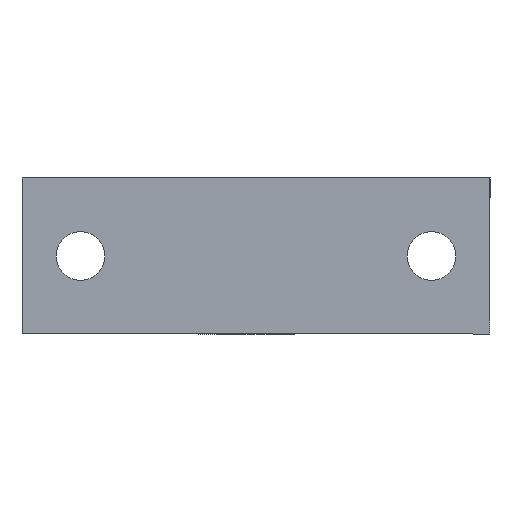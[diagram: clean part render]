
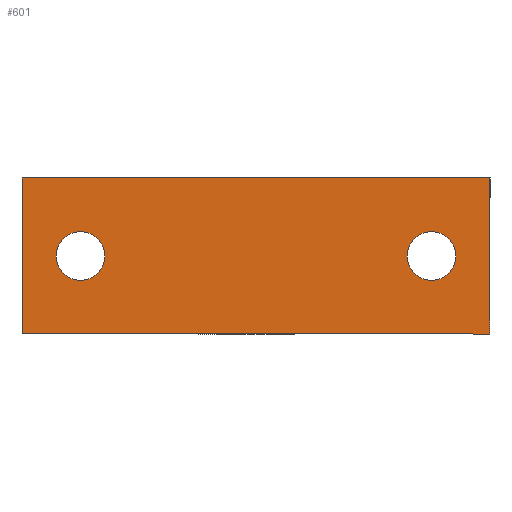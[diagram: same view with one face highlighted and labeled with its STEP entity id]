
A CAD part, front view. The second image highlights one B-rep face of the part: STEP entity #601.
In plain terms, the highlighted planar face has unit normal (0, -1, 0).
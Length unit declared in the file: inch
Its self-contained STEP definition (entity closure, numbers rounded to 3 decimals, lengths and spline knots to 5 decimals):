
#20 = DIRECTION ( 'NONE',  ( 0., -1., 0. ) ) ;
#25 = CARTESIAN_POINT ( 'NONE',  ( 0.5625, 0.02, -0.25 ) ) ;
#78 = LINE ( 'NONE', #839, #714 ) ;
#89 = FACE_BOUND ( 'NONE', #1140, .T. ) ;
#109 = CARTESIAN_POINT ( 'NONE',  ( -0.6405, 0.02, -0.25 ) ) ;
#154 = DIRECTION ( 'NONE',  ( -1., 0., 0. ) ) ;
#180 = ORIENTED_EDGE ( 'NONE', *, *, #1100, .F. ) ;
#182 = VERTEX_POINT ( 'NONE', #1417 ) ;
#226 = CARTESIAN_POINT ( 'NONE',  ( -0.75, 0.02, -0.5 ) ) ;
#235 = ORIENTED_EDGE ( 'NONE', *, *, #905, .F. ) ;
#256 = DIRECTION ( 'NONE',  ( 0., -1., 0. ) ) ;
#264 = CARTESIAN_POINT ( 'NONE',  ( -3., 0.02, -0.5 ) ) ;
#348 = VERTEX_POINT ( 'NONE', #1483 ) ;
#355 = FACE_BOUND ( 'NONE', #1286, .T. ) ;
#358 = VERTEX_POINT ( 'NONE', #1101 ) ;
#368 = ORIENTED_EDGE ( 'NONE', *, *, #1347, .F. ) ;
#385 = AXIS2_PLACEMENT_3D ( 'NONE', #25, #256, #935 ) ;
#416 = LINE ( 'NONE', #264, #606 ) ;
#447 = VERTEX_POINT ( 'NONE', #1591 ) ;
#460 = VERTEX_POINT ( 'NONE', #711 ) ;
#462 = AXIS2_PLACEMENT_3D ( 'NONE', #496, #1534, #1237 ) ;
#496 = CARTESIAN_POINT ( 'NONE',  ( 0.5625, 0.02, -0.25 ) ) ;
#546 = EDGE_CURVE ( 'NONE', #1517, #460, #1325, .T. ) ;
#562 = CARTESIAN_POINT ( 'NONE',  ( -0.75, 0.02, -0.5 ) ) ;
#567 = EDGE_CURVE ( 'NONE', #1503, #447, #1418, .T. ) ;
#575 = DIRECTION ( 'NONE',  ( 0., 0., -1. ) ) ;
#601 = ADVANCED_FACE ( 'NONE', ( #1257, #89, #355 ), #861, .F. ) ;
#606 = VECTOR ( 'NONE', #1304, 39.37008 ) ;
#624 = CIRCLE ( 'NONE', #1572, 0.078 ) ;
#628 = ORIENTED_EDGE ( 'NONE', *, *, #567, .F. ) ;
#673 = LINE ( 'NONE', #1565, #840 ) ;
#711 = CARTESIAN_POINT ( 'NONE',  ( -0.75, 0.02, 0. ) ) ;
#714 = VECTOR ( 'NONE', #575, 39.37008 ) ;
#745 = DIRECTION ( 'NONE',  ( 0., 0., 1. ) ) ;
#746 = CIRCLE ( 'NONE', #1476, 0.078 ) ;
#763 = VERTEX_POINT ( 'NONE', #109 ) ;
#796 = ORIENTED_EDGE ( 'NONE', *, *, #981, .F. ) ;
#804 = DIRECTION ( 'NONE',  ( -1., 0., 0. ) ) ;
#839 = CARTESIAN_POINT ( 'NONE',  ( 0.75, 0.02, -0.5 ) ) ;
#840 = VECTOR ( 'NONE', #1440, 39.37008 ) ;
#861 = PLANE ( 'NONE',  #1632 ) ;
#880 = CARTESIAN_POINT ( 'NONE',  ( -3., 0.02, -0.5 ) ) ;
#905 = EDGE_CURVE ( 'NONE', #348, #763, #746, .T. ) ;
#925 = EDGE_CURVE ( 'NONE', #447, #1503, #1397, .T. ) ;
#935 = DIRECTION ( 'NONE',  ( -1., 0., 0. ) ) ;
#981 = EDGE_CURVE ( 'NONE', #358, #1517, #416, .T. ) ;
#1011 = CARTESIAN_POINT ( 'NONE',  ( 0.4845, 0.02, -0.25 ) ) ;
#1029 = EDGE_LOOP ( 'NONE', ( #796, #180, #1428, #1137 ) ) ;
#1062 = CARTESIAN_POINT ( 'NONE',  ( -0.5625, 0.02, -0.25 ) ) ;
#1068 = CARTESIAN_POINT ( 'NONE',  ( -0.5625, 0.02, -0.25 ) ) ;
#1100 = EDGE_CURVE ( 'NONE', #182, #358, #78, .T. ) ;
#1101 = CARTESIAN_POINT ( 'NONE',  ( 0.75, 0.02, -0.5 ) ) ;
#1137 = ORIENTED_EDGE ( 'NONE', *, *, #546, .F. ) ;
#1140 = EDGE_LOOP ( 'NONE', ( #628, #1614 ) ) ;
#1237 = DIRECTION ( 'NONE',  ( -1., 0., 0. ) ) ;
#1257 = FACE_OUTER_BOUND ( 'NONE', #1029, .T. ) ;
#1286 = EDGE_LOOP ( 'NONE', ( #368, #235 ) ) ;
#1304 = DIRECTION ( 'NONE',  ( -1., 0., 0. ) ) ;
#1325 = LINE ( 'NONE', #562, #1380 ) ;
#1347 = EDGE_CURVE ( 'NONE', #763, #348, #624, .T. ) ;
#1369 = EDGE_CURVE ( 'NONE', #460, #182, #673, .T. ) ;
#1380 = VECTOR ( 'NONE', #1585, 39.37008 ) ;
#1397 = CIRCLE ( 'NONE', #385, 0.078 ) ;
#1417 = CARTESIAN_POINT ( 'NONE',  ( 0.75, 0.02, 0. ) ) ;
#1418 = CIRCLE ( 'NONE', #462, 0.078 ) ;
#1428 = ORIENTED_EDGE ( 'NONE', *, *, #1369, .F. ) ;
#1440 = DIRECTION ( 'NONE',  ( 1., 0., 0. ) ) ;
#1444 = DIRECTION ( 'NONE',  ( 0., -1., 0. ) ) ;
#1476 = AXIS2_PLACEMENT_3D ( 'NONE', #1068, #1444, #154 ) ;
#1483 = CARTESIAN_POINT ( 'NONE',  ( -0.4845, 0.02, -0.25 ) ) ;
#1503 = VERTEX_POINT ( 'NONE', #1011 ) ;
#1517 = VERTEX_POINT ( 'NONE', #226 ) ;
#1534 = DIRECTION ( 'NONE',  ( 0., -1., 0. ) ) ;
#1565 = CARTESIAN_POINT ( 'NONE',  ( -3., 0.02, 0. ) ) ;
#1572 = AXIS2_PLACEMENT_3D ( 'NONE', #1062, #20, #804 ) ;
#1585 = DIRECTION ( 'NONE',  ( 0., 0., 1. ) ) ;
#1591 = CARTESIAN_POINT ( 'NONE',  ( 0.6405, 0.02, -0.25 ) ) ;
#1614 = ORIENTED_EDGE ( 'NONE', *, *, #925, .F. ) ;
#1631 = DIRECTION ( 'NONE',  ( 0., 1., 0. ) ) ;
#1632 = AXIS2_PLACEMENT_3D ( 'NONE', #880, #1631, #745 ) ;
